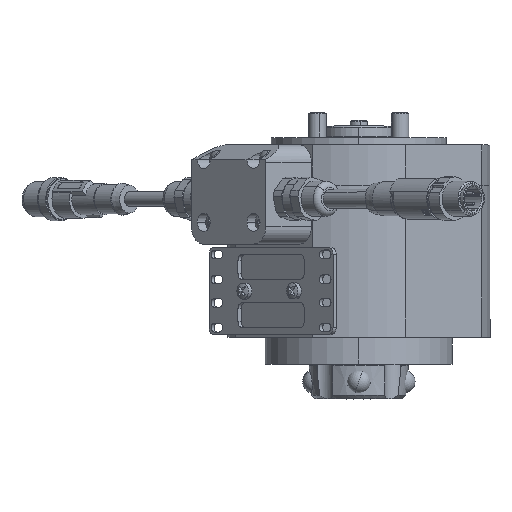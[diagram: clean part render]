
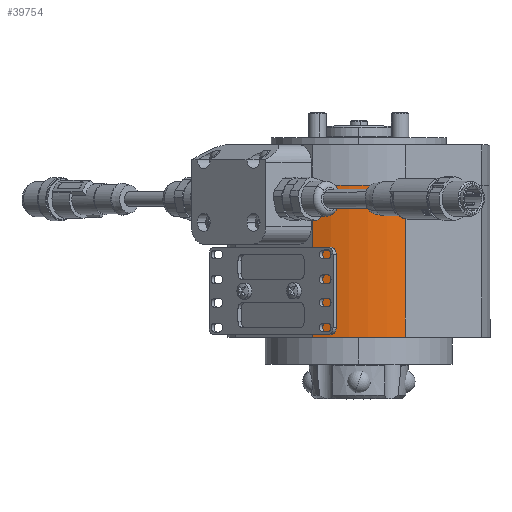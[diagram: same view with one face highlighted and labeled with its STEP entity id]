
A CAD part, top view. The second image highlights one B-rep face of the part: STEP entity #39754.
In plain terms, the highlighted cylindrical face has radius 45 mm (diameter 90 mm), a partial arc.
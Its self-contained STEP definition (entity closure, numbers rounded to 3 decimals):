
#1179 = ORIENTED_EDGE ( 'NONE', *, *, #40066, .F. ) ;
#1369 = DIRECTION ( 'NONE',  ( 0., 1., 0. ) ) ;
#7114 = DIRECTION ( 'NONE',  ( -0.707, 0., 0.707 ) ) ;
#9632 = CARTESIAN_POINT ( 'NONE',  ( 0., -16.3, 0. ) ) ;
#11748 = LINE ( 'NONE', #41213, #51952 ) ;
#12447 = EDGE_CURVE ( 'NONE', #28983, #27353, #41292, .T. ) ;
#13645 = AXIS2_PLACEMENT_3D ( 'NONE', #9632, #46295, #14827 ) ;
#14189 = FACE_OUTER_BOUND ( 'NONE', #52193, .T. ) ;
#14827 = DIRECTION ( 'NONE',  ( -0.707, 0., 0.707 ) ) ;
#19816 = CARTESIAN_POINT ( 'NONE',  ( 0., -68.3, 0. ) ) ;
#20389 = CARTESIAN_POINT ( 'NONE',  ( -15.877, -16.3, 42.106 ) ) ;
#21125 = CARTESIAN_POINT ( 'NONE',  ( 15.877, -68.3, 42.106 ) ) ;
#22126 = ORIENTED_EDGE ( 'NONE', *, *, #12447, .F. ) ;
#22915 = AXIS2_PLACEMENT_3D ( 'NONE', #43759, #1369, #7114 ) ;
#25120 = DIRECTION ( 'NONE',  ( -0.707, 0., 0.707 ) ) ;
#27353 = VERTEX_POINT ( 'NONE', #20389 ) ;
#28983 = VERTEX_POINT ( 'NONE', #50800 ) ;
#29530 = VERTEX_POINT ( 'NONE', #21125 ) ;
#29736 = ORIENTED_EDGE ( 'NONE', *, *, #29867, .F. ) ;
#29867 = EDGE_CURVE ( 'NONE', #27353, #59866, #34248, .T. ) ;
#34248 = CIRCLE ( 'NONE', #13645, 45. ) ;
#37060 = CIRCLE ( 'NONE', #46088, 45. ) ;
#39754 = ADVANCED_FACE ( 'NONE', ( #14189 ), #42140, .T. ) ;
#40066 = EDGE_CURVE ( 'NONE', #59866, #29530, #11748, .T. ) ;
#41213 = CARTESIAN_POINT ( 'NONE',  ( 15.877, -9.4, 42.106 ) ) ;
#41292 = LINE ( 'NONE', #55676, #67690 ) ;
#42140 = CYLINDRICAL_SURFACE ( 'NONE', #22915, 45. ) ;
#43759 = CARTESIAN_POINT ( 'NONE',  ( 0., -9.4, 0. ) ) ;
#45108 = DIRECTION ( 'NONE',  ( 0., 1., 0. ) ) ;
#46088 = AXIS2_PLACEMENT_3D ( 'NONE', #19816, #56591, #25120 ) ;
#46295 = DIRECTION ( 'NONE',  ( 0., 1., 0. ) ) ;
#49828 = CARTESIAN_POINT ( 'NONE',  ( 15.877, -16.3, 42.106 ) ) ;
#50800 = CARTESIAN_POINT ( 'NONE',  ( -15.877, -68.3, 42.106 ) ) ;
#51952 = VECTOR ( 'NONE', #67493, 1000. ) ;
#52193 = EDGE_LOOP ( 'NONE', ( #1179, #29736, #22126, #56234 ) ) ;
#55676 = CARTESIAN_POINT ( 'NONE',  ( -15.877, -9.4, 42.106 ) ) ;
#56234 = ORIENTED_EDGE ( 'NONE', *, *, #57903, .T. ) ;
#56591 = DIRECTION ( 'NONE',  ( 0., 1., 0. ) ) ;
#57903 = EDGE_CURVE ( 'NONE', #28983, #29530, #37060, .T. ) ;
#59866 = VERTEX_POINT ( 'NONE', #49828 ) ;
#67493 = DIRECTION ( 'NONE',  ( 0., -1., 0. ) ) ;
#67690 = VECTOR ( 'NONE', #45108, 1000. ) ;
